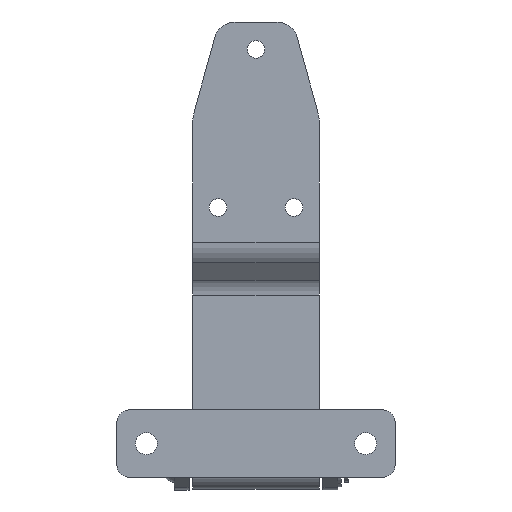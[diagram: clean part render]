
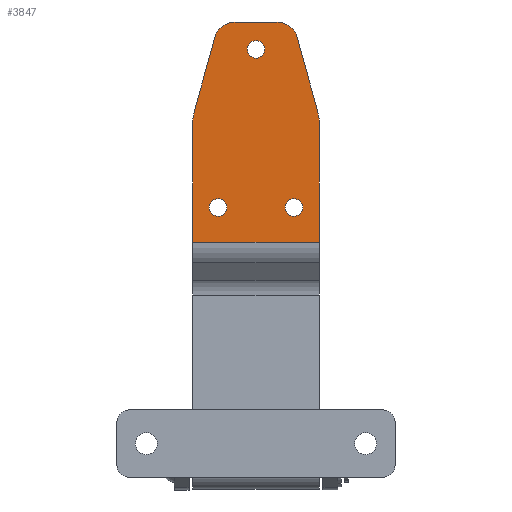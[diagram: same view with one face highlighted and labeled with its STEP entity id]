
A CAD part, front view. The second image highlights one B-rep face of the part: STEP entity #3847.
In plain terms, the highlighted planar face has unit normal (0, -1, 0).
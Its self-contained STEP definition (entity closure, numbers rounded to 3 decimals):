
#9 = EDGE_CURVE ( 'NONE', #4577, #4599, #3878, .T. ) ;
#30 = EDGE_CURVE ( 'NONE', #4579, #4580, #3888, .T. ) ;
#31 = EDGE_CURVE ( 'NONE', #4589, #4591, #91, .T. ) ;
#91 = CIRCLE ( 'NONE', #234, 4.15 ) ;
#115 = CIRCLE ( 'NONE', #5499, 4.15 ) ;
#118 = CIRCLE ( 'NONE', #5492, 4.15 ) ;
#123 = CIRCLE ( 'NONE', #5528, 20. ) ;
#126 = CIRCLE ( 'NONE', #5455, 10. ) ;
#128 = CIRCLE ( 'NONE', #5529, 4.15 ) ;
#129 = CIRCLE ( 'NONE', #5531, 20. ) ;
#132 = CIRCLE ( 'NONE', #5461, 10. ) ;
#192 = AXIS2_PLACEMENT_3D ( 'NONE', #4841, #4842, #4843 ) ;
#228 = AXIS2_PLACEMENT_3D ( 'NONE', #4759, #4760, #4761 ) ;
#234 = AXIS2_PLACEMENT_3D ( 'NONE', #4844, #4845, #4846 ) ;
#299 = EDGE_CURVE ( 'NONE', #4599, #4577, #115, .T. ) ;
#307 = EDGE_CURVE ( 'NONE', #4580, #4579, #118, .T. ) ;
#310 = EDGE_CURVE ( 'NONE', #1810, #1840, #2401, .T. ) ;
#314 = EDGE_CURVE ( 'NONE', #1817, #1821, #123, .T. ) ;
#315 = EDGE_CURVE ( 'NONE', #1821, #1820, #2416, .T. ) ;
#323 = EDGE_CURVE ( 'NONE', #1824, #1810, #126, .T. ) ;
#328 = EDGE_CURVE ( 'NONE', #1824, #1836, #2497, .T. ) ;
#329 = EDGE_CURVE ( 'NONE', #4591, #4589, #128, .T. ) ;
#330 = EDGE_CURVE ( 'NONE', #1840, #1837, #129, .T. ) ;
#333 = EDGE_CURVE ( 'NONE', #1837, #1819, #2512, .T. ) ;
#339 = EDGE_CURVE ( 'NONE', #1819, #1815, #2530, .T. ) ;
#340 = EDGE_CURVE ( 'NONE', #1817, #1815, #2533, .T. ) ;
#342 = EDGE_CURVE ( 'NONE', #1820, #1836, #132, .T. ) ;
#862 = PLANE ( 'NONE',  #3924 ) ;
#863 = CARTESIAN_POINT ( 'NONE',  ( 30., -20., 107.458 ) ) ;
#864 = DIRECTION ( 'NONE',  ( 0., 1., 0. ) ) ;
#865 = DIRECTION ( 'NONE',  ( 0., 0., 1. ) ) ;
#974 = CARTESIAN_POINT ( 'NONE',  ( 0., -20., 194.85 ) ) ;
#976 = CARTESIAN_POINT ( 'NONE',  ( 18., -20., 119.85 ) ) ;
#977 = CARTESIAN_POINT ( 'NONE',  ( 18., -20., 128.15 ) ) ;
#986 = CARTESIAN_POINT ( 'NONE',  ( -18., -20., 119.85 ) ) ;
#988 = CARTESIAN_POINT ( 'NONE',  ( -18., -20., 128.15 ) ) ;
#996 = CARTESIAN_POINT ( 'NONE',  ( 0., -20., 203.15 ) ) ;
#1810 = VERTEX_POINT ( 'NONE', #3012 ) ;
#1815 = VERTEX_POINT ( 'NONE', #3017 ) ;
#1817 = VERTEX_POINT ( 'NONE', #3019 ) ;
#1819 = VERTEX_POINT ( 'NONE', #3021 ) ;
#1820 = VERTEX_POINT ( 'NONE', #3022 ) ;
#1821 = VERTEX_POINT ( 'NONE', #3023 ) ;
#1824 = VERTEX_POINT ( 'NONE', #3026 ) ;
#1836 = VERTEX_POINT ( 'NONE', #3038 ) ;
#1837 = VERTEX_POINT ( 'NONE', #3039 ) ;
#1840 = VERTEX_POINT ( 'NONE', #3042 ) ;
#1846 = EDGE_LOOP ( 'NONE', ( #5285, #5289 ) ) ;
#1854 = EDGE_LOOP ( 'NONE', ( #5287, #5291, #5290, #5292, #5293, #5295, #5294, #5296, #5297, #5298 ) ) ;
#1859 = EDGE_LOOP ( 'NONE', ( #5284, #5286 ) ) ;
#1867 = EDGE_LOOP ( 'NONE', ( #5283, #5288 ) ) ;
#2367 = CARTESIAN_POINT ( 'NONE',  ( 0., -20., 199. ) ) ;
#2368 = DIRECTION ( 'NONE',  ( 0., 1., 0. ) ) ;
#2369 = DIRECTION ( 'NONE',  ( 0., 0., 1. ) ) ;
#2388 = CARTESIAN_POINT ( 'NONE',  ( 18., -20., 124. ) ) ;
#2392 = DIRECTION ( 'NONE',  ( 0., 1., 0. ) ) ;
#2393 = DIRECTION ( 'NONE',  ( 0., 0., 1. ) ) ;
#2401 = LINE ( 'NONE', #2402, #5532 ) ;
#2402 = CARTESIAN_POINT ( 'NONE',  ( 19.534, -20., 204.676 ) ) ;
#2403 = DIRECTION ( 'NONE',  ( 0.268, 0., -0.964 ) ) ;
#2412 = CARTESIAN_POINT ( 'NONE',  ( -10., -20., 164.274 ) ) ;
#2413 = DIRECTION ( 'NONE',  ( 0., 1., 0. ) ) ;
#2414 = DIRECTION ( 'NONE',  ( 0., 0., 1. ) ) ;
#2416 = LINE ( 'NONE', #2417, #5515 ) ;
#2417 = CARTESIAN_POINT ( 'NONE',  ( -29.27, -20., 169.627 ) ) ;
#2418 = DIRECTION ( 'NONE',  ( 0.268, 0., 0.964 ) ) ;
#2480 = CARTESIAN_POINT ( 'NONE',  ( 9.899, -20., 202. ) ) ;
#2481 = DIRECTION ( 'NONE',  ( 0., 1., 0. ) ) ;
#2482 = DIRECTION ( 'NONE',  ( 0., 0., 1. ) ) ;
#2496 = CARTESIAN_POINT ( 'NONE',  ( -18., -20., 124. ) ) ;
#2497 = LINE ( 'NONE', #2498, #5495 ) ;
#2498 = CARTESIAN_POINT ( 'NONE',  ( 30., -20., 212. ) ) ;
#2499 = DIRECTION ( 'NONE',  ( -1., 0., 0. ) ) ;
#2500 = DIRECTION ( 'NONE',  ( 0., 1., 0. ) ) ;
#2501 = DIRECTION ( 'NONE',  ( 0., 0., 1. ) ) ;
#2502 = CARTESIAN_POINT ( 'NONE',  ( 10., -20., 164.274 ) ) ;
#2503 = DIRECTION ( 'NONE',  ( 0., 1., 0. ) ) ;
#2504 = DIRECTION ( 'NONE',  ( 0., 0., 1. ) ) ;
#2512 = LINE ( 'NONE', #2513, #5469 ) ;
#2513 = CARTESIAN_POINT ( 'NONE',  ( 30., -20., 107.458 ) ) ;
#2514 = DIRECTION ( 'NONE',  ( 0., 0., -1. ) ) ;
#2523 = CARTESIAN_POINT ( 'NONE',  ( -9.899, -20., 202. ) ) ;
#2530 = LINE ( 'NONE', #2531, #5523 ) ;
#2531 = CARTESIAN_POINT ( 'NONE',  ( 30., -20., 107.458 ) ) ;
#2532 = DIRECTION ( 'NONE',  ( -1., 0., 0. ) ) ;
#2533 = LINE ( 'NONE', #2534, #5479 ) ;
#2534 = CARTESIAN_POINT ( 'NONE',  ( -30., -20., 107.458 ) ) ;
#2535 = DIRECTION ( 'NONE',  ( 0., 0., -1. ) ) ;
#2539 = DIRECTION ( 'NONE',  ( 0., 1., 0. ) ) ;
#2540 = DIRECTION ( 'NONE',  ( 0., 0., 1. ) ) ;
#3012 = CARTESIAN_POINT ( 'NONE',  ( 19.534, -20., 204.676 ) ) ;
#3017 = CARTESIAN_POINT ( 'NONE',  ( -30., -20., 107.458 ) ) ;
#3019 = CARTESIAN_POINT ( 'NONE',  ( -30., -20., 164.274 ) ) ;
#3021 = CARTESIAN_POINT ( 'NONE',  ( 30., -20., 107.458 ) ) ;
#3022 = CARTESIAN_POINT ( 'NONE',  ( -19.534, -20., 204.676 ) ) ;
#3023 = CARTESIAN_POINT ( 'NONE',  ( -29.27, -20., 169.627 ) ) ;
#3026 = CARTESIAN_POINT ( 'NONE',  ( 9.899, -20., 212. ) ) ;
#3038 = CARTESIAN_POINT ( 'NONE',  ( -9.899, -20., 212. ) ) ;
#3039 = CARTESIAN_POINT ( 'NONE',  ( 30., -20., 164.274 ) ) ;
#3042 = CARTESIAN_POINT ( 'NONE',  ( 29.27, -20., 169.627 ) ) ;
#3847 = ADVANCED_FACE ( 'NONE', ( #3921, #3930, #3933, #3935 ), #862, .F. ) ;
#3878 = CIRCLE ( 'NONE', #228, 4.15 ) ;
#3888 = CIRCLE ( 'NONE', #192, 4.15 ) ;
#3921 = FACE_BOUND ( 'NONE', #1859, .T. ) ;
#3924 = AXIS2_PLACEMENT_3D ( 'NONE', #863, #864, #865 ) ;
#3930 = FACE_BOUND ( 'NONE', #1867, .T. ) ;
#3933 = FACE_BOUND ( 'NONE', #1846, .T. ) ;
#3935 = FACE_OUTER_BOUND ( 'NONE', #1854, .T. ) ;
#4577 = VERTEX_POINT ( 'NONE', #974 ) ;
#4579 = VERTEX_POINT ( 'NONE', #976 ) ;
#4580 = VERTEX_POINT ( 'NONE', #977 ) ;
#4589 = VERTEX_POINT ( 'NONE', #986 ) ;
#4591 = VERTEX_POINT ( 'NONE', #988 ) ;
#4599 = VERTEX_POINT ( 'NONE', #996 ) ;
#4759 = CARTESIAN_POINT ( 'NONE',  ( 0., -20., 199. ) ) ;
#4760 = DIRECTION ( 'NONE',  ( 0., 1., 0. ) ) ;
#4761 = DIRECTION ( 'NONE',  ( 0., 0., 1. ) ) ;
#4841 = CARTESIAN_POINT ( 'NONE',  ( 18., -20., 124. ) ) ;
#4842 = DIRECTION ( 'NONE',  ( 0., 1., 0. ) ) ;
#4843 = DIRECTION ( 'NONE',  ( 0., 0., 1. ) ) ;
#4844 = CARTESIAN_POINT ( 'NONE',  ( -18., -20., 124. ) ) ;
#4845 = DIRECTION ( 'NONE',  ( 0., 1., 0. ) ) ;
#4846 = DIRECTION ( 'NONE',  ( 0., 0., 1. ) ) ;
#5283 = ORIENTED_EDGE ( 'NONE', *, *, #307, .T. ) ;
#5284 = ORIENTED_EDGE ( 'NONE', *, *, #299, .T. ) ;
#5285 = ORIENTED_EDGE ( 'NONE', *, *, #329, .T. ) ;
#5286 = ORIENTED_EDGE ( 'NONE', *, *, #9, .T. ) ;
#5287 = ORIENTED_EDGE ( 'NONE', *, *, #330, .F. ) ;
#5288 = ORIENTED_EDGE ( 'NONE', *, *, #30, .T. ) ;
#5289 = ORIENTED_EDGE ( 'NONE', *, *, #31, .T. ) ;
#5290 = ORIENTED_EDGE ( 'NONE', *, *, #323, .F. ) ;
#5291 = ORIENTED_EDGE ( 'NONE', *, *, #310, .F. ) ;
#5292 = ORIENTED_EDGE ( 'NONE', *, *, #328, .T. ) ;
#5293 = ORIENTED_EDGE ( 'NONE', *, *, #342, .F. ) ;
#5294 = ORIENTED_EDGE ( 'NONE', *, *, #314, .F. ) ;
#5295 = ORIENTED_EDGE ( 'NONE', *, *, #315, .F. ) ;
#5296 = ORIENTED_EDGE ( 'NONE', *, *, #340, .T. ) ;
#5297 = ORIENTED_EDGE ( 'NONE', *, *, #339, .F. ) ;
#5298 = ORIENTED_EDGE ( 'NONE', *, *, #333, .F. ) ;
#5455 = AXIS2_PLACEMENT_3D ( 'NONE', #2480, #2481, #2482 ) ;
#5461 = AXIS2_PLACEMENT_3D ( 'NONE', #2523, #2539, #2540 ) ;
#5469 = VECTOR ( 'NONE', #2514, 1000. ) ;
#5479 = VECTOR ( 'NONE', #2535, 1000. ) ;
#5492 = AXIS2_PLACEMENT_3D ( 'NONE', #2388, #2392, #2393 ) ;
#5495 = VECTOR ( 'NONE', #2499, 1000. ) ;
#5499 = AXIS2_PLACEMENT_3D ( 'NONE', #2367, #2368, #2369 ) ;
#5515 = VECTOR ( 'NONE', #2418, 1000. ) ;
#5523 = VECTOR ( 'NONE', #2532, 1000. ) ;
#5528 = AXIS2_PLACEMENT_3D ( 'NONE', #2412, #2413, #2414 ) ;
#5529 = AXIS2_PLACEMENT_3D ( 'NONE', #2496, #2500, #2501 ) ;
#5531 = AXIS2_PLACEMENT_3D ( 'NONE', #2502, #2503, #2504 ) ;
#5532 = VECTOR ( 'NONE', #2403, 1000. ) ;
